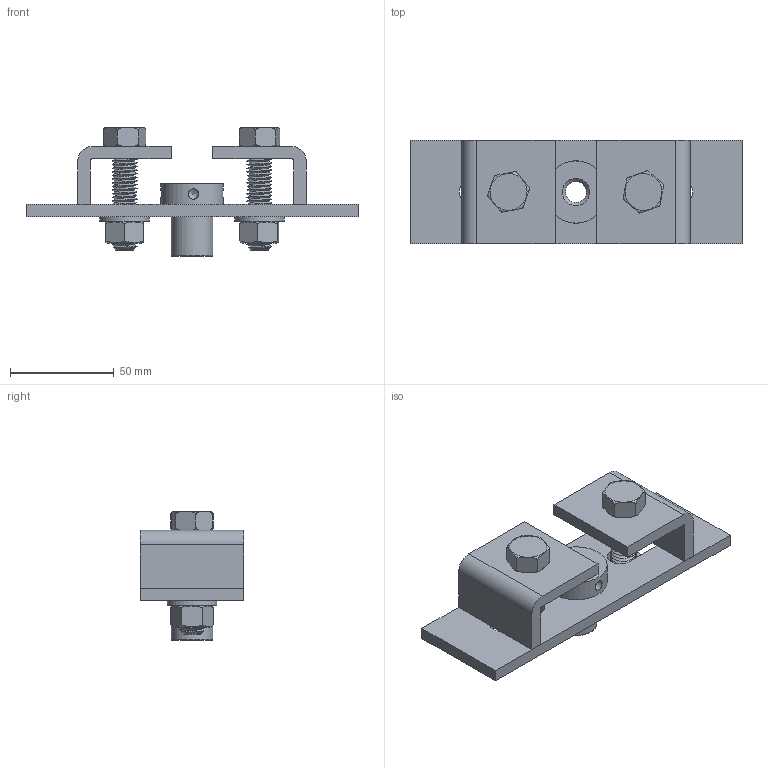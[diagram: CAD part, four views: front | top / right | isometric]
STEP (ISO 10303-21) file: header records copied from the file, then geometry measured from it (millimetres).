
FILE_DESCRIPTION(/* description */ (''),/* implementation_level */ '2;1');
FILE_NAME(/* name */ '5047.stp',/* time_stamp */ '2016-11-14T08:08:42+01:00',/* author */ ('Giuliano'),/* organization */ (''),/* preprocessor_version */ 'ST-DEVELOPER v16.5',/* originating_system */ 'Autodesk Inventor 2017',/* authorisation */ '');
FILE_SCHEMA (('AUTOMOTIVE_DESIGN { 1 0 10303 214 3 1 1 }'));
Length unit declared in the file: millimetre
Products named in the file (7): 5047; 3537; 14716; 18015; vis TH M12x50; ISO 4032 - M12; 15741
Assembly tree (10 placements, depth 2):
  5047
    3537
    14716
    18015  x2
    vis TH M12x50  x2
    ISO 4032 - M12  x2
    15741  x2
Bounding box: 160 x 50 x 62 mm (x, y, z)
Volume: 110227 mm3; surface area: 51655.7 mm2
Topology: 10 solids, 10 shells, 121 faces, 282 edges, 183 vertices
Faces by surface type: plane 69, cylinder 26, cone 17, torus 5, bspline 4
Full cylindrical faces by diameter (mm): 5 x4, 10.106 x3, 12.1 x2, 13 x2, 20 x2, 24 x2, 30 x1
Entity records: 5508 total; most frequent: CARTESIAN_POINT 3737, DIRECTION 329, ORIENTED_EDGE 286, EDGE_CURVE 143, AXIS2_PLACEMENT_3D 133, EDGE_LOOP 116, VERTEX_POINT 107, FACE_OUTER_BOUND 75
